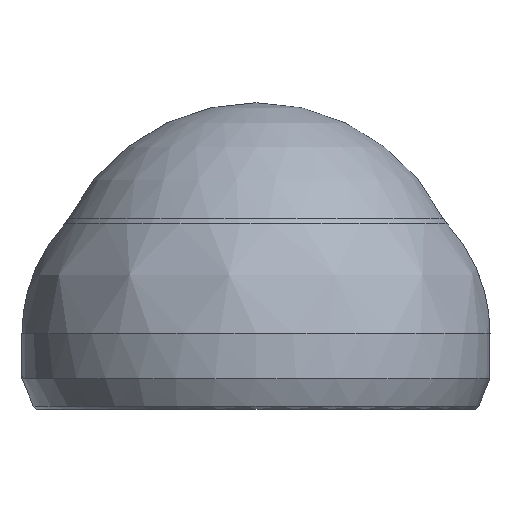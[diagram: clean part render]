
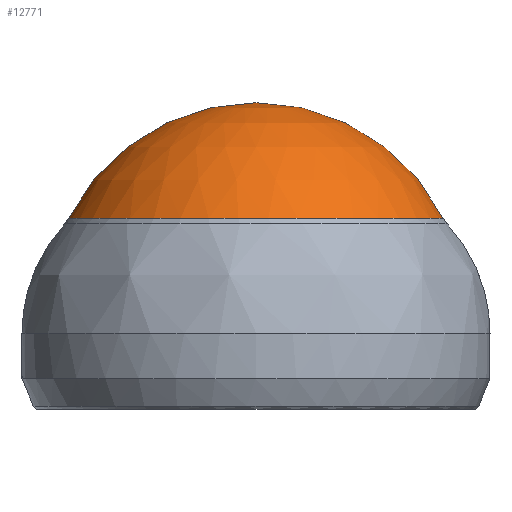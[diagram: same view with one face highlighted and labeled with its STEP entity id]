
A CAD part, left-side view. The second image highlights one B-rep face of the part: STEP entity #12771.
In plain terms, the highlighted spherical face has radius 13 mm.
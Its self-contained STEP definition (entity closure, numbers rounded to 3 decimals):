
#6550 = ( BOUNDED_SURFACE() B_SPLINE_SURFACE(2,10,(
    (#6551,#6552,#6553,#6554,#6555,#6556,#6557,#6558,#6559,#6560,#6561
      ,#6562,#6563,#6564,#6565,#6566,#6567,#6568,#6569,#6570)
    ,(#6571,#6572,#6573,#6574,#6575,#6576,#6577,#6578,#6579,#6580,#6581
      ,#6582,#6583,#6584,#6585,#6586,#6587,#6588,#6589,#6590)
    ,(#6591,#6592,#6593,#6594,#6595,#6596,#6597,#6598,#6599,#6600,#6601
      ,#6602,#6603,#6604,#6605,#6606,#6607,#6608,#6609,#6610
)),.UNSPECIFIED.,.F.,.T.,.F.) B_SPLINE_SURFACE_WITH_KNOTS((3,3),(11,9,11
    ),(0.,75.398),(0.,37.699,75.398),
.UNSPECIFIED.) GEOMETRIC_REPRESENTATION_ITEM() RATIONAL_B_SPLINE_SURFACE
((
    (1.,1.,1.,1.,1.,1.,1.,1.,1.,1.,1.,1.,1.,1.,1.,1.,1.,1.,1.,1.)
    ,(0.851,0.851,0.851,0.851
      ,0.851,0.851,0.851,0.851
      ,0.851,0.851,0.851,0.851
      ,0.851,0.851,0.851,0.851
      ,0.851,0.851,0.851,0.851)
    ,(1.,1.,1.,1.,1.,1.,1.,1.,1.,1.,1.,1.,1.,1.,1.,1.,1.,1.,1.,1.
))) REPRESENTATION_ITEM('') SURFACE() );
#6551 = CARTESIAN_POINT('',(12.961,5.,0.));
#6552 = CARTESIAN_POINT('',(12.961,5.,-4.013));
#6553 = CARTESIAN_POINT('',(11.581,5.,-8.087));
#6554 = CARTESIAN_POINT('',(8.75,5.,-11.65));
#6555 = CARTESIAN_POINT('',(4.693,5.,-14.078));
#6556 = CARTESIAN_POINT('',(-0.003,5.,-14.905));
#6557 = CARTESIAN_POINT('',(-4.682,5.,-14.058));
#6558 = CARTESIAN_POINT('',(-8.698,5.,-11.657));
#6559 = CARTESIAN_POINT('',(-11.54,5.,-8.144));
#6560 = CARTESIAN_POINT('',(-12.961,5.,-4.072));
#6561 = CARTESIAN_POINT('',(-12.961,5.,4.072));
#6562 = CARTESIAN_POINT('',(-11.54,5.,8.144));
#6563 = CARTESIAN_POINT('',(-8.698,5.,11.657));
#6564 = CARTESIAN_POINT('',(-4.682,5.,14.058));
#6565 = CARTESIAN_POINT('',(-0.003,5.,14.905));
#6566 = CARTESIAN_POINT('',(4.693,5.,14.078));
#6567 = CARTESIAN_POINT('',(8.75,5.,11.65));
#6568 = CARTESIAN_POINT('',(11.581,5.,8.087));
#6569 = CARTESIAN_POINT('',(12.961,5.,4.013));
#6570 = CARTESIAN_POINT('',(12.961,5.,0.));
#6571 = CARTESIAN_POINT('',(12.036,5.,0.));
#6572 = CARTESIAN_POINT('',(12.036,5.,-3.726));
#6573 = CARTESIAN_POINT('',(10.754,5.,-7.509));
#6574 = CARTESIAN_POINT('',(8.125,5.,-10.818));
#6575 = CARTESIAN_POINT('',(4.357,5.,-13.072));
#6576 = CARTESIAN_POINT('',(-0.003,5.,-13.84));
#6577 = CARTESIAN_POINT('',(-4.347,5.,-13.054));
#6578 = CARTESIAN_POINT('',(-8.077,5.,-10.824));
#6579 = CARTESIAN_POINT('',(-10.716,5.,-7.562));
#6580 = CARTESIAN_POINT('',(-12.036,5.,-3.781));
#6581 = CARTESIAN_POINT('',(-12.036,5.,3.781));
#6582 = CARTESIAN_POINT('',(-10.716,5.,7.562));
#6583 = CARTESIAN_POINT('',(-8.077,5.,10.824));
#6584 = CARTESIAN_POINT('',(-4.347,5.,13.054));
#6585 = CARTESIAN_POINT('',(-0.003,5.,13.84));
#6586 = CARTESIAN_POINT('',(4.357,5.,13.072));
#6587 = CARTESIAN_POINT('',(8.125,5.,10.818));
#6588 = CARTESIAN_POINT('',(10.754,5.,7.509));
#6589 = CARTESIAN_POINT('',(12.036,5.,3.726));
#6590 = CARTESIAN_POINT('',(12.036,5.,0.));
#6591 = CARTESIAN_POINT('',(11.621,5.828,0.));
#6592 = CARTESIAN_POINT('',(11.621,5.828,
    -3.598));
#6593 = CARTESIAN_POINT('',(10.383,5.828,
    -7.25));
#6594 = CARTESIAN_POINT('',(7.845,5.828,-10.445
    ));
#6595 = CARTESIAN_POINT('',(4.207,5.828,-12.621
    ));
#6596 = CARTESIAN_POINT('',(-0.003,5.828,
    -13.363));
#6597 = CARTESIAN_POINT('',(-4.197,5.828,
    -12.604));
#6598 = CARTESIAN_POINT('',(-7.798,5.828,
    -10.451));
#6599 = CARTESIAN_POINT('',(-10.346,5.828,
    -7.302));
#6600 = CARTESIAN_POINT('',(-11.621,5.828,
    -3.651));
#6601 = CARTESIAN_POINT('',(-11.621,5.828,
    3.651));
#6602 = CARTESIAN_POINT('',(-10.346,5.828,
    7.302));
#6603 = CARTESIAN_POINT('',(-7.798,5.828,
    10.451));
#6604 = CARTESIAN_POINT('',(-4.197,5.828,
    12.604));
#6605 = CARTESIAN_POINT('',(-0.003,5.828,
    13.363));
#6606 = CARTESIAN_POINT('',(4.207,5.828,
    12.621));
#6607 = CARTESIAN_POINT('',(7.845,5.828,10.445
    ));
#6608 = CARTESIAN_POINT('',(10.383,5.828,
    7.25));
#6609 = CARTESIAN_POINT('',(11.621,5.828,
    3.598));
#6610 = CARTESIAN_POINT('',(11.621,5.828,0.));
#10341 = VERTEX_POINT('',#10342);
#10342 = CARTESIAN_POINT('',(11.621,5.828,0.));
#10361 = EDGE_CURVE('',#10341,#10341,#10362,.T.);
#10362 = SURFACE_CURVE('',#10363,(#10384,#10391),.PCURVE_S1.);
#10363 = ( BOUNDED_CURVE() B_SPLINE_CURVE(10,(#10364,#10365,#10366,
    #10367,#10368,#10369,#10370,#10371,#10372,#10373,#10374,#10375,
    #10376,#10377,#10378,#10379,#10380,#10381,#10382,#10383),
.UNSPECIFIED.,.T.,.F.) B_SPLINE_CURVE_WITH_KNOTS((11,9,11),(0.,
37.699,75.398),.UNSPECIFIED.) CURVE() 
GEOMETRIC_REPRESENTATION_ITEM() RATIONAL_B_SPLINE_CURVE((1.,1.,1.,1.,1.,
1.,1.,1.,1.,1.,1.,1.,1.,1.,1.,1.,1.,1.,1.,1.)) REPRESENTATION_ITEM('') 
  );
#10364 = CARTESIAN_POINT('',(11.621,5.828,0.));
#10365 = CARTESIAN_POINT('',(11.621,5.828,
    -3.598));
#10366 = CARTESIAN_POINT('',(10.383,5.828,
    -7.25));
#10367 = CARTESIAN_POINT('',(7.845,5.828,
    -10.445));
#10368 = CARTESIAN_POINT('',(4.207,5.828,
    -12.621));
#10369 = CARTESIAN_POINT('',(-0.003,5.828,
    -13.363));
#10370 = CARTESIAN_POINT('',(-4.197,5.828,
    -12.604));
#10371 = CARTESIAN_POINT('',(-7.798,5.828,
    -10.451));
#10372 = CARTESIAN_POINT('',(-10.346,5.828,
    -7.302));
#10373 = CARTESIAN_POINT('',(-11.621,5.828,
    -3.651));
#10374 = CARTESIAN_POINT('',(-11.621,5.828,
    3.651));
#10375 = CARTESIAN_POINT('',(-10.346,5.828,
    7.302));
#10376 = CARTESIAN_POINT('',(-7.798,5.828,
    10.451));
#10377 = CARTESIAN_POINT('',(-4.197,5.828,
    12.604));
#10378 = CARTESIAN_POINT('',(-0.003,5.828,
    13.363));
#10379 = CARTESIAN_POINT('',(4.207,5.828,
    12.621));
#10380 = CARTESIAN_POINT('',(7.845,5.828,
    10.445));
#10381 = CARTESIAN_POINT('',(10.383,5.828,
    7.25));
#10382 = CARTESIAN_POINT('',(11.621,5.828,
    3.598));
#10383 = CARTESIAN_POINT('',(11.621,5.828,0.));
#10384 = PCURVE('',#6550,#10385);
#10385 = DEFINITIONAL_REPRESENTATION('',(#10386),#10390);
#10386 = LINE('',#10387,#10388);
#10387 = CARTESIAN_POINT('',(75.398,0.));
#10388 = VECTOR('',#10389,1.);
#10389 = DIRECTION('',(0.,1.));
#10390 = ( GEOMETRIC_REPRESENTATION_CONTEXT(2) 
PARAMETRIC_REPRESENTATION_CONTEXT() REPRESENTATION_CONTEXT('2D SPACE',''
  ) );
#10391 = PCURVE('',#10392,#10397);
#10392 = SPHERICAL_SURFACE('',#10393,13.);
#10393 = AXIS2_PLACEMENT_3D('',#10394,#10395,#10396);
#10394 = CARTESIAN_POINT('',(0.,0.,0.));
#10395 = DIRECTION('',(0.,1.,0.));
#10396 = DIRECTION('',(1.,0.,0.));
#10397 = DEFINITIONAL_REPRESENTATION('',(#10398),#10419);
#10398 = B_SPLINE_CURVE_WITH_KNOTS('',10,(#10399,#10400,#10401,#10402,
    #10403,#10404,#10405,#10406,#10407,#10408,#10409,#10410,#10411,
    #10412,#10413,#10414,#10415,#10416,#10417,#10418),.UNSPECIFIED.,.F.,
  .F.,(11,9,11),(0.,37.699,75.398),
  .UNSPECIFIED.);
#10399 = CARTESIAN_POINT('',(-6.283,0.465));
#10400 = CARTESIAN_POINT('',(-5.974,0.465));
#10401 = CARTESIAN_POINT('',(-5.659,0.465));
#10402 = CARTESIAN_POINT('',(-5.343,0.465));
#10403 = CARTESIAN_POINT('',(-5.027,0.465));
#10404 = CARTESIAN_POINT('',(-4.713,0.465));
#10405 = CARTESIAN_POINT('',(-4.398,0.465));
#10406 = CARTESIAN_POINT('',(-4.084,0.465));
#10407 = CARTESIAN_POINT('',(-3.77,0.465));
#10408 = CARTESIAN_POINT('',(-3.456,0.465));
#10409 = CARTESIAN_POINT('',(-2.827,0.465));
#10410 = CARTESIAN_POINT('',(-2.513,0.465));
#10411 = CARTESIAN_POINT('',(-2.199,0.465));
#10412 = CARTESIAN_POINT('',(-1.885,0.465));
#10413 = CARTESIAN_POINT('',(-1.571,0.465));
#10414 = CARTESIAN_POINT('',(-1.256,0.465));
#10415 = CARTESIAN_POINT('',(-0.94,0.465));
#10416 = CARTESIAN_POINT('',(-0.624,0.465));
#10417 = CARTESIAN_POINT('',(-0.31,0.465));
#10418 = CARTESIAN_POINT('',(0.,0.465));
#10419 = ( GEOMETRIC_REPRESENTATION_CONTEXT(2) 
PARAMETRIC_REPRESENTATION_CONTEXT() REPRESENTATION_CONTEXT('2D SPACE',''
  ) );
#12771 = ADVANCED_FACE('',(#12772),#10392,.T.);
#12772 = FACE_BOUND('',#12773,.F.);
#12773 = EDGE_LOOP('',(#12774,#12798,#12799));
#12774 = ORIENTED_EDGE('',*,*,#12775,.F.);
#12775 = EDGE_CURVE('',#10341,#12776,#12778,.T.);
#12776 = VERTEX_POINT('',#12777);
#12777 = CARTESIAN_POINT('',(0.,13.,0.));
#12778 = SEAM_CURVE('',#12779,(#12784,#12791),.PCURVE_S1.);
#12779 = CIRCLE('',#12780,13.);
#12780 = AXIS2_PLACEMENT_3D('',#12781,#12782,#12783);
#12781 = CARTESIAN_POINT('',(0.,0.,0.));
#12782 = DIRECTION('',(0.,0.,1.));
#12783 = DIRECTION('',(1.,0.,0.));
#12784 = PCURVE('',#10392,#12785);
#12785 = DEFINITIONAL_REPRESENTATION('',(#12786),#12790);
#12786 = LINE('',#12787,#12788);
#12787 = CARTESIAN_POINT('',(-0.,0.));
#12788 = VECTOR('',#12789,1.);
#12789 = DIRECTION('',(-0.,1.));
#12790 = ( GEOMETRIC_REPRESENTATION_CONTEXT(2) 
PARAMETRIC_REPRESENTATION_CONTEXT() REPRESENTATION_CONTEXT('2D SPACE',''
  ) );
#12791 = PCURVE('',#10392,#12792);
#12792 = DEFINITIONAL_REPRESENTATION('',(#12793),#12797);
#12793 = LINE('',#12794,#12795);
#12794 = CARTESIAN_POINT('',(-6.283,0.));
#12795 = VECTOR('',#12796,1.);
#12796 = DIRECTION('',(-0.,1.));
#12797 = ( GEOMETRIC_REPRESENTATION_CONTEXT(2) 
PARAMETRIC_REPRESENTATION_CONTEXT() REPRESENTATION_CONTEXT('2D SPACE',''
  ) );
#12798 = ORIENTED_EDGE('',*,*,#10361,.F.);
#12799 = ORIENTED_EDGE('',*,*,#12775,.T.);
